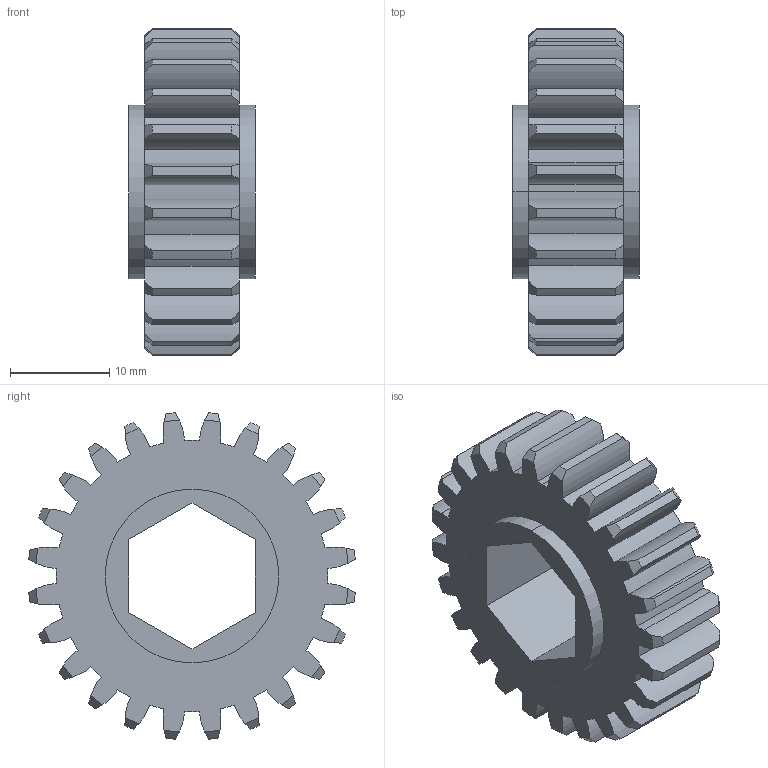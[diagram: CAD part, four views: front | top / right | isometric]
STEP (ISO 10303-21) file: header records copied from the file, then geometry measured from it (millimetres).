
FILE_DESCRIPTION (( 'STEP AP203' ), '1' );
FILE_NAME ('am-4214 24T 20DP 500hex 375 FW.STEP', '2019-12-03T01:31:52', ( '' ), ( '' ), 'SwSTEP 2.0', 'SolidWorks 2019', '' );
FILE_SCHEMA (( 'CONFIG_CONTROL_DESIGN' ));
Length unit declared in the file: inch
Products named in the file (1): am-4214 24T 20DP 500hex 375 FW
Bounding box: 12.7 x 32.84 x 32.84 mm (x, y, z)
Volume: 5703.1 mm3; surface area: 3724.8 mm2
Topology: 1 solids, 1 shells, 163 faces, 477 edges, 318 vertices
Faces by surface type: cylinder 105, cone 48, plane 10
Entity records: 5728 total; most frequent: CARTESIAN_POINT 1259, DIRECTION 959, ORIENTED_EDGE 954, EDGE_CURVE 477, AXIS2_PLACEMENT_3D 418, VERTEX_POINT 318, CIRCLE 254, EDGE_LOOP 167
